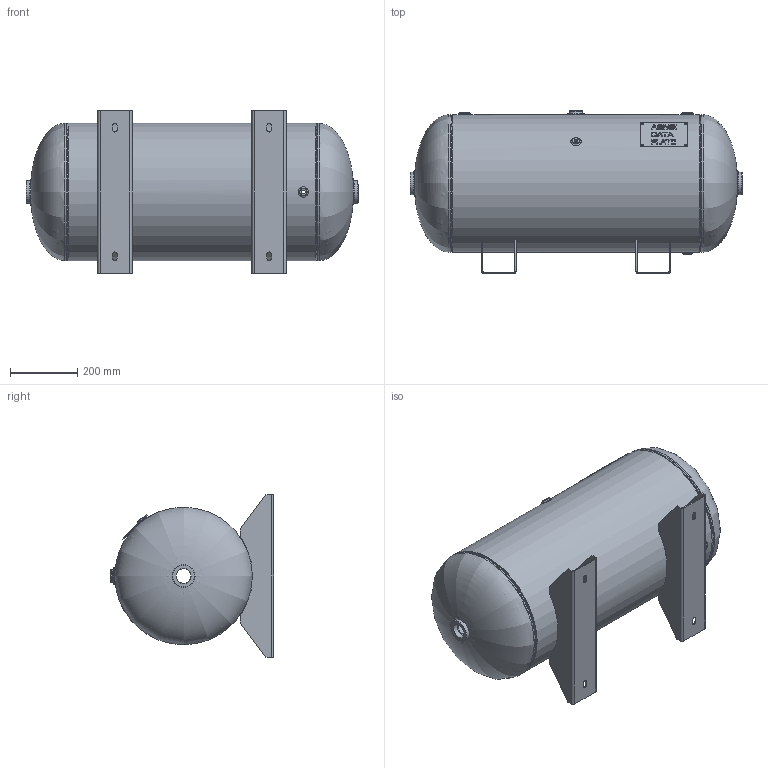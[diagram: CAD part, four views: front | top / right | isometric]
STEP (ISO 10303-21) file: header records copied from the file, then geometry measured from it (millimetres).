
FILE_DESCRIPTION(/* description */ ('16 X 38 200# HORZ ASME STOCK 30 GAL'),/* implementation_level */ '2;1');
FILE_NAME(/* name */ 'SPVG_A10027.stp',/* time_stamp */ '2021-02-06T09:46:44-06:00',/* author */ ('kim.thoune'),/* organization */ (''),/* preprocessor_version */ 'ST-DEVELOPER v17.2',/* originating_system */ 'Autodesk Inventor 2019',/* authorisation */ '');
FILE_SCHEMA (('CONFIG_CONTROL_DESIGN'));
Length unit declared in the file: inch
Products named in the file (13): A10027; A10027-1; A10027-2; 910-791; A10027-3; 910-791_1; F101500; F100250; F100500; 60-140; 64-053; F100750; S100111
Assembly tree (16 placements, depth 3):
  A10027
    A10027-1
    A10027-2
      910-791
    A10027-3
      910-791_1
    F101500  x2
    F100250  x2
    F100500  x2
    60-140
      64-053
    F100750
    S100111  x2
Bounding box: 984.25 x 483.24 x 482.6 mm (x, y, z)
Volume: 5137137.8 mm3; surface area: 3228811.3 mm2
Topology: 13 solids, 13 shells, 414 faces, 1147 edges, 784 vertices
Faces by surface type: plane 243, cylinder 85, bspline 40, torus 34, cone 12
Full cylindrical faces by diameter (mm): 6.35 x4, 11.455 x2, 18.644 x2, 26.987 x4, 31.75 x2, 36.512 x1, 36.909 x1, 43.256 x2, 52.387 x1, 55.562 x2, 57.15 x2, 395.021 x2, 400.05 x2, 400.71 x1, 401.371 x2, 406.4 x2, 407.67 x1
Entity records: 12590 total; most frequent: CARTESIAN_POINT 3843, ORIENTED_EDGE 1768, DIRECTION 1633, EDGE_CURVE 884, VERTEX_POINT 603, LINE 569, VECTOR 569, AXIS2_PLACEMENT_3D 532
